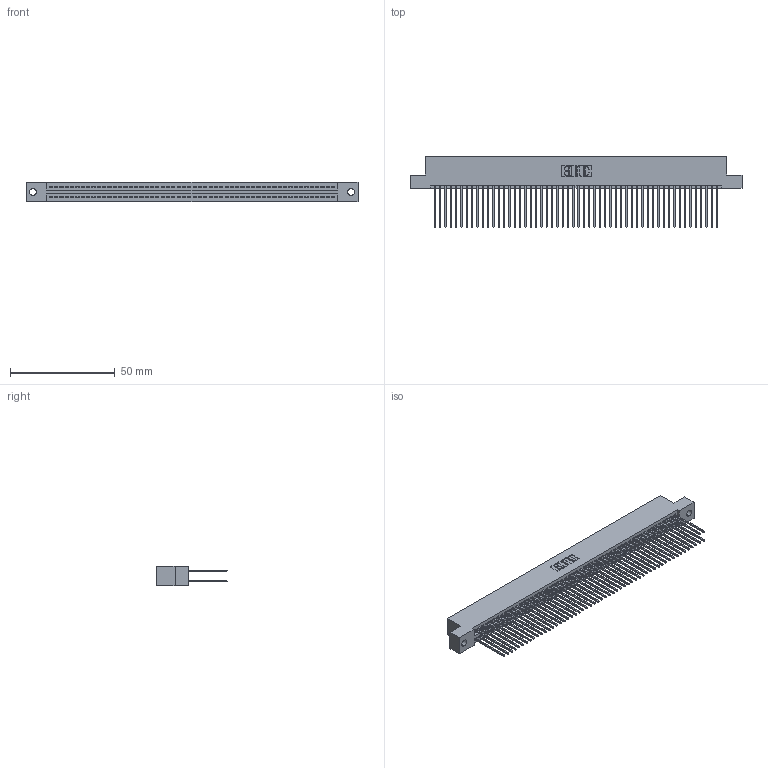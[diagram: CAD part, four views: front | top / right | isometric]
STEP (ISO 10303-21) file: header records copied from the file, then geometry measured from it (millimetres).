
FILE_DESCRIPTION (( 'STEP AP203' ), '1' );
FILE_NAME ('345-108-541-202.STEP', '2018-10-07T06:19:22', ( '' ), ( '' ), 'SwSTEP 2.0', 'SolidWorks 2016', '' );
FILE_SCHEMA (( 'CONFIG_CONTROL_DESIGN' ));
Length unit declared in the file: inch
Products named in the file (3): 345-108-541-202; 345-292-001_345-293-141; 345 Part_Flush Mounting Lugs - 0.128 Dia
Assembly tree (109 placements, depth 2):
  345-108-541-202
    345 Part_Flush Mounting Lugs - 0.128 Dia
    345-292-001_345-293-141  x108
Bounding box: 158.37 x 33.96 x 9.4 mm (x, y, z)
Volume: 16078.4 mm3; surface area: 26639 mm2
Topology: 109 solids, 109 shells, 5526 faces, 16433 edges, 10810 vertices
Faces by surface type: plane 3644, cylinder 1882
Entity records: 40775 total; most frequent: CARTESIAN_POINT 6824, ORIENTED_EDGE 6758, DIRECTION 6003, EDGE_CURVE 3379, LINE 3031, VECTOR 3031, VERTEX_POINT 2250, AXIS2_PLACEMENT_3D 1486
